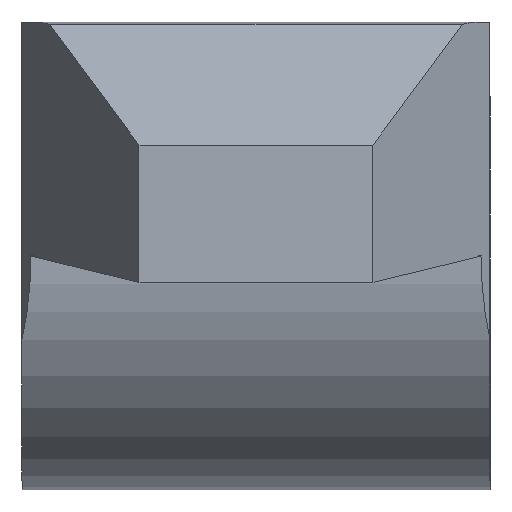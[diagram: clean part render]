
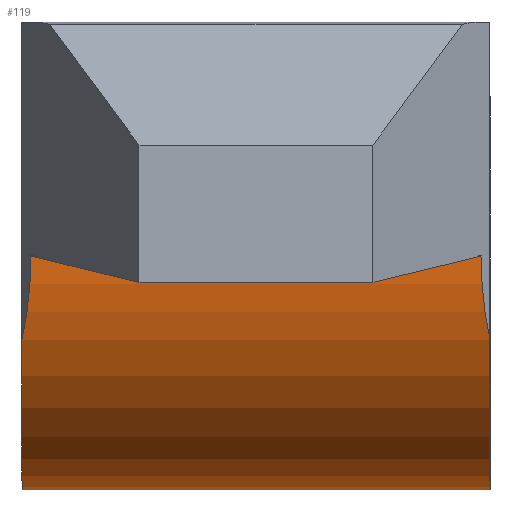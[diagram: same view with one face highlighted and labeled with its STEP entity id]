
A CAD part, left-side view. The second image highlights one B-rep face of the part: STEP entity #119.
In plain terms, the highlighted cylindrical face has radius 35 mm (diameter 70 mm), a partial arc.
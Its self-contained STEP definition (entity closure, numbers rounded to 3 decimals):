
#119=ADVANCED_FACE('',(#321),#322,.T.);
#145=VERTEX_POINT('',#351);
#153=EDGE_CURVE('',#277,#145,#359,.T.);
#177=VERTEX_POINT('',#390);
#179=EDGE_CURVE('',#191,#177,#392,.T.);
#187=EDGE_CURVE('',#283,#191,#400,.T.);
#191=VERTEX_POINT('',#404);
#235=EDGE_CURVE('',#277,#283,#453,.T.);
#257=EDGE_CURVE('',#269,#145,#477,.T.);
#269=VERTEX_POINT('',#489);
#277=VERTEX_POINT('',#498);
#283=VERTEX_POINT('',#504);
#295=EDGE_CURVE('',#177,#269,#516,.T.);
#321=FACE_OUTER_BOUND('',#534,.T.);
#322=CYLINDRICAL_SURFACE('',#535,35.0);
#351=CARTESIAN_POINT('',(28.0,-33.666,3.935));
#359=LINE('',#585,#586);
#390=CARTESIAN_POINT('',(63.0,-35.0,-31.065));
#392=LINE('',#627,#628);
#400=CIRCLE('',#639,35.0);
#404=CARTESIAN_POINT('',(63.0,35.0,-31.065));
#453=ELLIPSE('',#713,40.415,35.0);
#477=ELLIPSE('',#808,40.415,35.0);
#489=CARTESIAN_POINT('',(30.311,-35.0,-8.572));
#498=CARTESIAN_POINT('',(28.0,33.666,3.935));
#504=CARTESIAN_POINT('',(30.311,35.0,-8.572));
#516=CIRCLE('',#864,35.0);
#534=EDGE_LOOP('',(#877,#878,#879,#880,#881,#882));
#535=AXIS2_PLACEMENT_3D('',#883,#884,#885);
#585=CARTESIAN_POINT('',(28.0,0.,3.935));
#586=VECTOR('',#918,1.0);
#627=CARTESIAN_POINT('',(63.0,0.,-31.065));
#628=VECTOR('',#977,1.0);
#639=AXIS2_PLACEMENT_3D('',#979,#980,#981);
#713=AXIS2_PLACEMENT_3D('',#1048,#1049,#1050);
#808=AXIS2_PLACEMENT_3D('',#1071,#1072,#1073);
#864=AXIS2_PLACEMENT_3D('',#1097,#1098,#1099);
#877=ORIENTED_EDGE('',*,*,#257,.T.);
#878=ORIENTED_EDGE('',*,*,#153,.F.);
#879=ORIENTED_EDGE('',*,*,#235,.T.);
#880=ORIENTED_EDGE('',*,*,#187,.T.);
#881=ORIENTED_EDGE('',*,*,#179,.T.);
#882=ORIENTED_EDGE('',*,*,#295,.T.);
#883=CARTESIAN_POINT('',(63.0,0.,3.935));
#884=DIRECTION('',(-0.0,1.0,0.));
#885=DIRECTION('',(-1.0,0.,0.));
#918=DIRECTION('',(0.0,-1.0,0.));
#977=DIRECTION('',(0.0,-1.0,0.));
#979=CARTESIAN_POINT('',(63.0,35.0,3.935));
#980=DIRECTION('',(0.0,-1.0,0.));
#981=DIRECTION('',(-1.0,0.,0.));
#1048=CARTESIAN_POINT('',(63.0,53.873,3.935));
#1049=DIRECTION('',(0.5,-0.866,0.0));
#1050=DIRECTION('',(-0.866,-0.5,0.));
#1071=CARTESIAN_POINT('',(63.0,-53.873,3.935));
#1072=DIRECTION('',(0.5,0.866,0.));
#1073=DIRECTION('',(-0.866,0.5,0.));
#1097=CARTESIAN_POINT('',(63.0,-35.0,3.935));
#1098=DIRECTION('',(0.0,1.0,0.));
#1099=DIRECTION('',(-1.0,0.,0.));
